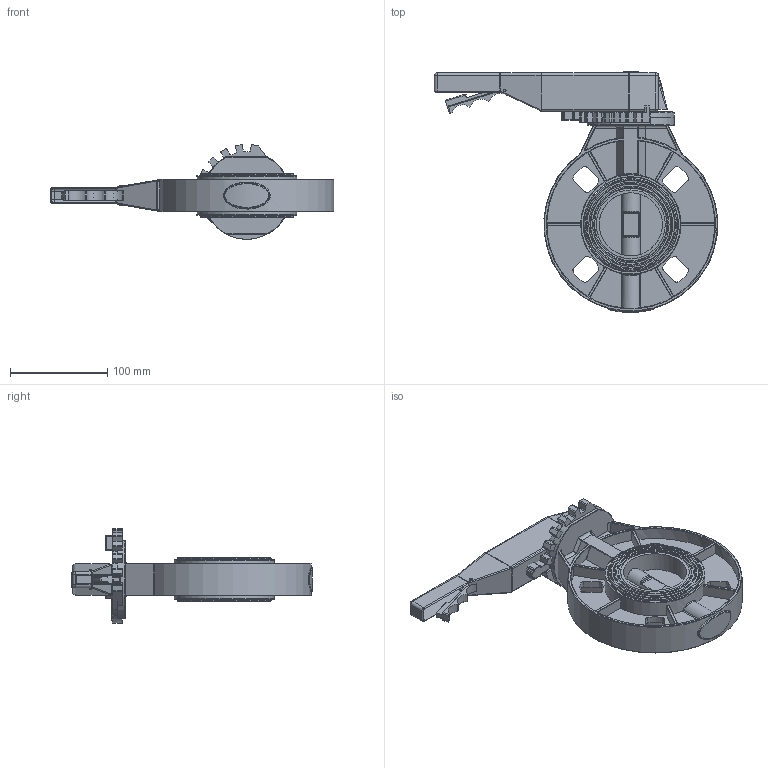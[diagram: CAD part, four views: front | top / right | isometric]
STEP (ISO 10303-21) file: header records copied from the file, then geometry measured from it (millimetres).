
FILE_DESCRIPTION(/* description */ (''),/* implementation_level */ '2;1');
FILE_NAME(/* name */ 'DN65_3D_STEP.stp',/* time_stamp */ '2025-09-09T22:28:21+03:00',/* author */ ('igorr'),/* organization */ (''),/* preprocessor_version */ 'ST-DEVELOPER v20',/* originating_system */ 'Autodesk Inventor 2025',/* authorisation */ '');
FILE_SCHEMA (('AUTOMOTIVE_DESIGN { 1 0 10303 214 3 1 1 }'));
Length unit declared in the file: millimetre
Products named in the file (3): Сборка1; Деталь1; Деталь2
Assembly tree (2 placements, depth 2):
  Сборка1
    Деталь1
    Деталь2
Bounding box: 291.27 x 247.6 x 97.25 mm (x, y, z)
Volume: 580946.4 mm3; surface area: 227280.2 mm2
Topology: 4 solids, 4 shells, 936 faces, 2351 edges, 1457 vertices
Faces by surface type: plane 335, cylinder 311, bspline 180, torus 85, sphere 23, cone 2
Full cylindrical faces by diameter (mm): 3 x3, 15 x1, 20 x2, 65 x2, 96.2 x1, 97 x1, 103 x2
Entity records: 32751 total; most frequent: CARTESIAN_POINT 9996, ORIENTED_EDGE 4690, DIRECTION 4378, EDGE_CURVE 2345, AXIS2_PLACEMENT_3D 1643, VERTEX_POINT 1457, LINE 1092, VECTOR 1092
